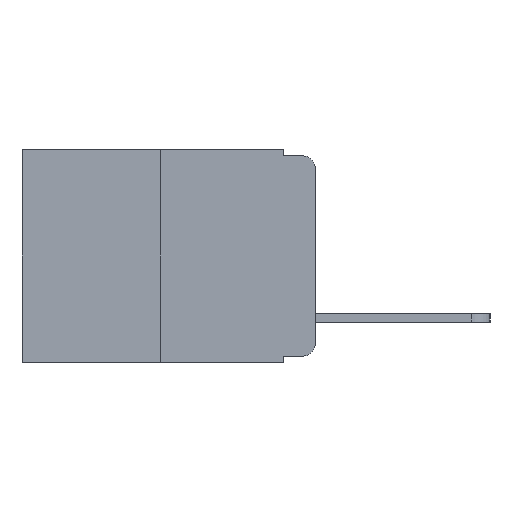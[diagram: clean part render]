
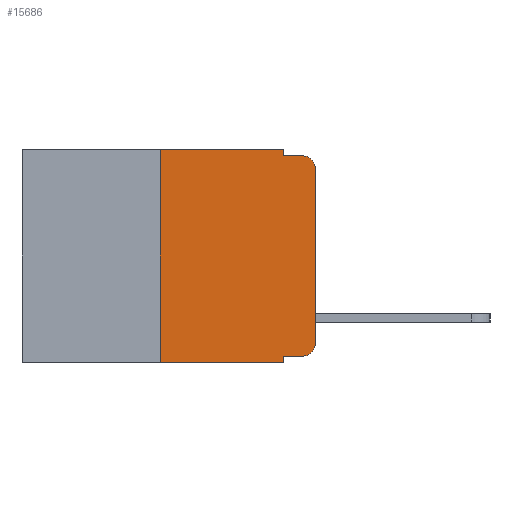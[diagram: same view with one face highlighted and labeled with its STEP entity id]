
A CAD part, left-side view. The second image highlights one B-rep face of the part: STEP entity #15686.
In plain terms, the highlighted planar face has unit normal (-1, 0, 0).
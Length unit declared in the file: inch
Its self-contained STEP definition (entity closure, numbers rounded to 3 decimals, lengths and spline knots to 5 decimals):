
#302 = CARTESIAN_POINT ( 'NONE',  ( 0., 0., -0.313 ) ) ;
#471 = DIRECTION ( 'NONE',  ( 0., 0., -1. ) ) ;
#492 = CARTESIAN_POINT ( 'NONE',  ( 0., 0.051, 0. ) ) ;
#687 = DIRECTION ( 'NONE',  ( 0., -1., 0. ) ) ;
#822 = LINE ( 'NONE', #10981, #18513 ) ;
#938 = EDGE_CURVE ( 'NONE', #8537, #1766, #13628, .T. ) ;
#1281 = LINE ( 'NONE', #7791, #13521 ) ;
#1421 = CARTESIAN_POINT ( 'NONE',  ( 0., 0.25, 0. ) ) ;
#1551 = ORIENTED_EDGE ( 'NONE', *, *, #3128, .F. ) ;
#1766 = VERTEX_POINT ( 'NONE', #10186 ) ;
#2106 = EDGE_CURVE ( 'NONE', #20125, #1766, #17710, .T. ) ;
#2153 = VERTEX_POINT ( 'NONE', #302 ) ;
#2283 = AXIS2_PLACEMENT_3D ( 'NONE', #10360, #8935, #8727 ) ;
#2441 = CARTESIAN_POINT ( 'NONE',  ( 0., 0.473, 0. ) ) ;
#2642 = ORIENTED_EDGE ( 'NONE', *, *, #938, .F. ) ;
#2761 = CARTESIAN_POINT ( 'NONE',  ( 0., 0.051, -0.343 ) ) ;
#2931 = ORIENTED_EDGE ( 'NONE', *, *, #7336, .T. ) ;
#3017 = VERTEX_POINT ( 'NONE', #17007 ) ;
#3128 = EDGE_CURVE ( 'NONE', #5284, #3017, #12243, .T. ) ;
#3210 = VECTOR ( 'NONE', #687, 39.37008 ) ;
#3254 = EDGE_CURVE ( 'NONE', #2153, #20125, #1281, .T. ) ;
#3403 = VECTOR ( 'NONE', #3639, 39.37008 ) ;
#3459 = ORIENTED_EDGE ( 'NONE', *, *, #21309, .F. ) ;
#3462 = VECTOR ( 'NONE', #14030, 39.37008 ) ;
#3586 = AXIS2_PLACEMENT_3D ( 'NONE', #14941, #19891, #9984 ) ;
#3639 = DIRECTION ( 'NONE',  ( 0., -1., 0. ) ) ;
#4143 = VECTOR ( 'NONE', #17020, 39.37008 ) ;
#4681 = VECTOR ( 'NONE', #8962, 39.37008 ) ;
#5273 = ORIENTED_EDGE ( 'NONE', *, *, #20240, .F. ) ;
#5284 = VERTEX_POINT ( 'NONE', #1421 ) ;
#5467 = DIRECTION ( 'NONE',  ( 0., -1., 0. ) ) ;
#5612 = ORIENTED_EDGE ( 'NONE', *, *, #15870, .T. ) ;
#7336 = EDGE_CURVE ( 'NONE', #8859, #16080, #19733, .T. ) ;
#7463 = CARTESIAN_POINT ( 'NONE',  ( 0., 0., -0.03 ) ) ;
#7688 = CARTESIAN_POINT ( 'NONE',  ( 0., 0.051, -0.333 ) ) ;
#7791 = CARTESIAN_POINT ( 'NONE',  ( 0., 0., 0. ) ) ;
#8030 = LINE ( 'NONE', #20209, #4143 ) ;
#8537 = VERTEX_POINT ( 'NONE', #14517 ) ;
#8641 = CARTESIAN_POINT ( 'NONE',  ( 0., 0.02, -0.333 ) ) ;
#8727 = DIRECTION ( 'NONE',  ( 0., 0., -1. ) ) ;
#8859 = VERTEX_POINT ( 'NONE', #13770 ) ;
#8935 = DIRECTION ( 'NONE',  ( -1., 0., 0. ) ) ;
#8962 = DIRECTION ( 'NONE',  ( 0., 0., -1. ) ) ;
#9091 = LINE ( 'NONE', #492, #4681 ) ;
#9397 = VERTEX_POINT ( 'NONE', #8641 ) ;
#9698 = ORIENTED_EDGE ( 'NONE', *, *, #16974, .T. ) ;
#9984 = DIRECTION ( 'NONE',  ( 0., 0., -1. ) ) ;
#10186 = CARTESIAN_POINT ( 'NONE',  ( 0., 0.02, -0.01 ) ) ;
#10360 = CARTESIAN_POINT ( 'NONE',  ( 0., 0.02, -0.03 ) ) ;
#10491 = DIRECTION ( 'NONE',  ( -1., 0., 0. ) ) ;
#10659 = EDGE_LOOP ( 'NONE', ( #13190, #20644, #2642, #3459, #1551, #5273, #2931, #20738, #9698, #5612 ) ) ;
#10668 = CARTESIAN_POINT ( 'NONE',  ( 0., 0.473, -0.343 ) ) ;
#10981 = CARTESIAN_POINT ( 'NONE',  ( 0., 0.25, 0. ) ) ;
#12243 = LINE ( 'NONE', #2441, #3462 ) ;
#12611 = DIRECTION ( 'NONE',  ( 0., 0., 1. ) ) ;
#13190 = ORIENTED_EDGE ( 'NONE', *, *, #3254, .T. ) ;
#13521 = VECTOR ( 'NONE', #20890, 39.37008 ) ;
#13534 = AXIS2_PLACEMENT_3D ( 'NONE', #20374, #10491, #471 ) ;
#13628 = LINE ( 'NONE', #20618, #17523 ) ;
#13770 = CARTESIAN_POINT ( 'NONE',  ( 0., 0.25, -0.343 ) ) ;
#14030 = DIRECTION ( 'NONE',  ( 0., -1., 0. ) ) ;
#14517 = CARTESIAN_POINT ( 'NONE',  ( 0., 0.051, -0.01 ) ) ;
#14941 = CARTESIAN_POINT ( 'NONE',  ( 0., 0.473, 0. ) ) ;
#15091 = FACE_OUTER_BOUND ( 'NONE', #10659, .T. ) ;
#15183 = CARTESIAN_POINT ( 'NONE',  ( 0., 0.051, -0.333 ) ) ;
#15686 = ADVANCED_FACE ( 'NONE', ( #15091 ), #18267, .F. ) ;
#15867 = CIRCLE ( 'NONE', #13534, 0.02 ) ;
#15870 = EDGE_CURVE ( 'NONE', #9397, #2153, #15867, .T. ) ;
#16080 = VERTEX_POINT ( 'NONE', #2761 ) ;
#16590 = LINE ( 'NONE', #15183, #3403 ) ;
#16974 = EDGE_CURVE ( 'NONE', #21436, #9397, #16590, .T. ) ;
#17007 = CARTESIAN_POINT ( 'NONE',  ( 0., 0.051, 0. ) ) ;
#17020 = DIRECTION ( 'NONE',  ( 0., 0., -1. ) ) ;
#17523 = VECTOR ( 'NONE', #5467, 39.37008 ) ;
#17710 = CIRCLE ( 'NONE', #2283, 0.02 ) ;
#18090 = EDGE_CURVE ( 'NONE', #21436, #16080, #8030, .T. ) ;
#18267 = PLANE ( 'NONE',  #3586 ) ;
#18513 = VECTOR ( 'NONE', #12611, 39.37008 ) ;
#19733 = LINE ( 'NONE', #10668, #3210 ) ;
#19891 = DIRECTION ( 'NONE',  ( 1., 0., 0. ) ) ;
#20125 = VERTEX_POINT ( 'NONE', #7463 ) ;
#20209 = CARTESIAN_POINT ( 'NONE',  ( 0., 0.051, 0. ) ) ;
#20240 = EDGE_CURVE ( 'NONE', #8859, #5284, #822, .T. ) ;
#20374 = CARTESIAN_POINT ( 'NONE',  ( 0., 0.02, -0.313 ) ) ;
#20618 = CARTESIAN_POINT ( 'NONE',  ( 0., 0.051, -0.01 ) ) ;
#20644 = ORIENTED_EDGE ( 'NONE', *, *, #2106, .T. ) ;
#20738 = ORIENTED_EDGE ( 'NONE', *, *, #18090, .F. ) ;
#20890 = DIRECTION ( 'NONE',  ( 0., 0., 1. ) ) ;
#21309 = EDGE_CURVE ( 'NONE', #3017, #8537, #9091, .T. ) ;
#21436 = VERTEX_POINT ( 'NONE', #7688 ) ;
